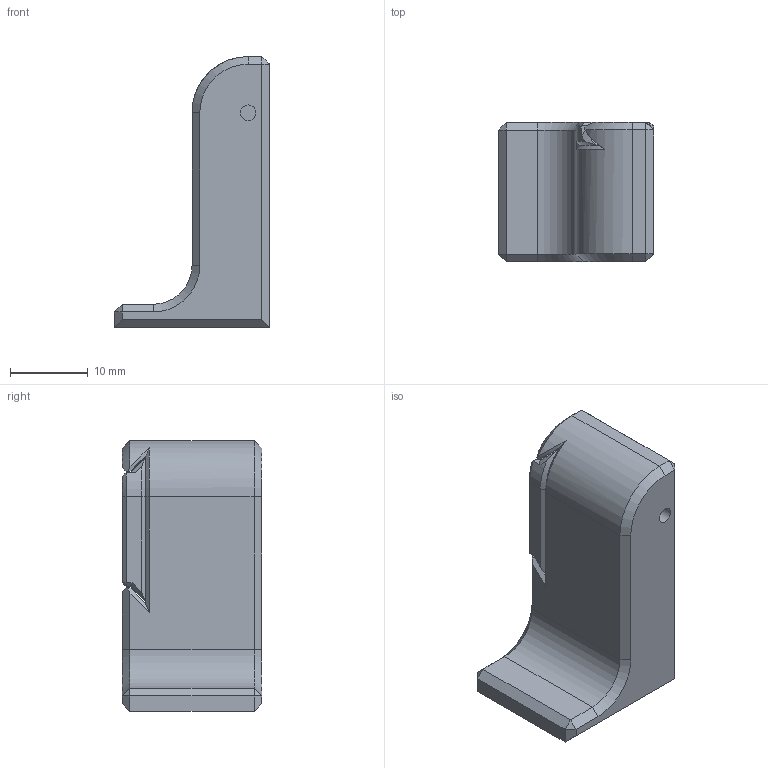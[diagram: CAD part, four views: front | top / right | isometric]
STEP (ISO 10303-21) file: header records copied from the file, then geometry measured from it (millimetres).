
FILE_DESCRIPTION(/* description */ (''),/* implementation_level */ '2;1');
FILE_NAME(/* name */ 'Magnet_Mount_M1.step',/* time_stamp */ '2024-03-26T20:58:46+01:00',/* author */ (''),/* organization */ (''),/* preprocessor_version */ 'ST-DEVELOPER v20',/* originating_system */ 'Autodesk Translation Framework v12.20.1.177',/* authorisation */ '');
FILE_SCHEMA (('AUTOMOTIVE_DESIGN { 1 0 10303 214 3 1 1 }'));
Length unit declared in the file: millimetre
Products named in the file (3): Magnet_Mount; Magnet_Mount_1; Magnet_Mount_Lid
Assembly tree (2 placements, depth 2):
  Magnet_Mount
    Magnet_Mount_1
    Magnet_Mount_Lid
Bounding box: 20 x 18 x 34.95 mm (x, y, z)
Volume: 6034.9 mm3; surface area: 3189.1 mm2
Topology: 2 solids, 2 shells, 92 faces, 211 edges, 125 vertices
Faces by surface type: plane 72, cone 10, cylinder 8, bspline 2
Full cylindrical faces by diameter (mm): 2 x1, 2.5 x1, 3.5 x1, 6.5 x1
Entity records: 2663 total; most frequent: CARTESIAN_POINT 539, ORIENTED_EDGE 422, DIRECTION 414, EDGE_CURVE 211, LINE 164, VECTOR 164, VERTEX_POINT 125, AXIS2_PLACEMENT_3D 125
